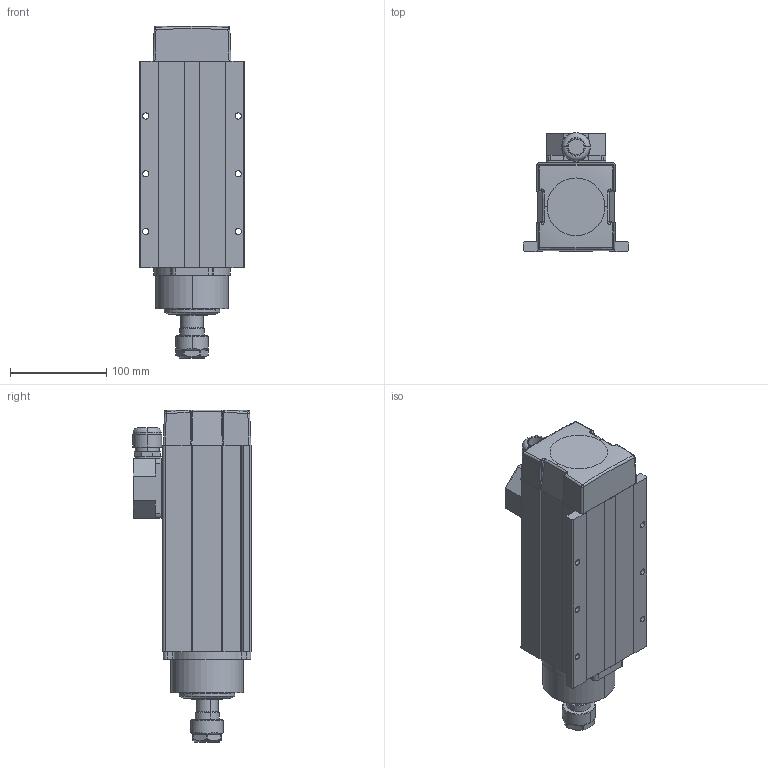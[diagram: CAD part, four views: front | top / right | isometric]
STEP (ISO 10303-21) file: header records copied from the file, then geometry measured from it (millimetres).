
FILE_DESCRIPTION (( 'STEP AP214' ), '1' );
FILE_NAME ('GDF46-18Z-3.5接线盒带脚款ER20.STEP', '2021-05-27T07:57:00', ( '电脑' ), ( '' ), 'SwSTEP 2.0', 'SolidWorks 2018', '' );
FILE_SCHEMA (( 'AUTOMOTIVE_DESIGN' ));
Length unit declared in the file: millimetre
Products named in the file (20): GDF46-18Z-3.0-01 躇猾裔; ER20蹟簽; GDF46-18Z-3.0-02 ヶ裔; GDF46-18Z-3.0-10 綴粣創釱; GDF46-18Z-3.0-09蛌赽粣; GDF46-18Z-3.0-03 傷裔; angular contact ball bearings gb_Rolling bearings S7002 GB 292-94; GDF46睿60籵蚚寡蝶菜62x62; GDF46-18Z-3.0-09 粣; GDF46-18Z-3.0-06 湍褐梟儂褲; GDF46-1 軞蚾.20SLDASM; GDF46-18Z-3.5諉盄碟湍褐遴ER20; GDF53-18Z-3.5-11 綴粣創蹟譫; GDF46睿60籵蚚堤盄碟62x62-PG13; 萇埭羲壽M18x1.5PG13.5AD18; ER20 粟俶芠標; GDF46-18Z-3.0-09-1 蛌赽窒璃; 瑞欶.prt; GDF46睿60籵蚚堤盄碟62x62; GDF46-18Z-3.0-07 隅赽窒璃
Assembly tree (20 placements, depth 4):
  GDF46-18Z-3.5諉盄碟湍褐遴ER20
    GDF46-18Z-3.0-06 湍褐梟儂褲
    GDF46-18Z-3.0-07 隅赽窒璃
    GDF46-18Z-3.0-03 傷裔
    GDF46-18Z-3.0-10 綴粣創釱
    GDF46-1 軞蚾.20SLDASM
      GDF46-18Z-3.0-09蛌赽粣
        GDF46-18Z-3.0-09 粣
        GDF46-18Z-3.0-09-1 蛌赽窒璃
      angular contact ball bearings gb_Rolling bearings S7002 GB 292-94  x2
      GDF53-18Z-3.5-11 綴粣創蹟譫
    GDF46-18Z-3.0-02 ヶ裔
    GDF46-18Z-3.0-01 躇猾裔
    瑞欶.prt
    ER20 粟俶芠標
    ER20蹟簽
    GDF46睿60籵蚚堤盄碟62x62-PG13
      GDF46睿60籵蚚寡蝶菜62x62
      GDF46睿60籵蚚堤盄碟62x62
      萇埭羲壽M18x1.5PG13.5AD18
Bounding box: 110 x 123.3 x 345 mm (x, y, z)
Volume: 1604657.5 mm3; surface area: 487802.5 mm2
Topology: 17 solids, 17 shells, 860 faces, 2570 edges, 1684 vertices
Faces by surface type: cylinder 294, plane 260, torus 134, cone 70, sphere 70, bspline 32
Entity records: 26560 total; most frequent: CARTESIAN_POINT 7085, DIRECTION 3944, ORIENTED_EDGE 3912, EDGE_CURVE 1956, AXIS2_PLACEMENT_3D 1585, VERTEX_POINT 1272, EDGE_LOOP 892, CIRCLE 838
